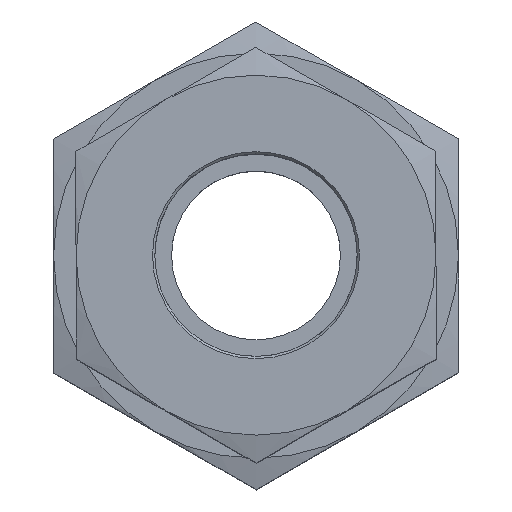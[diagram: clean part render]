
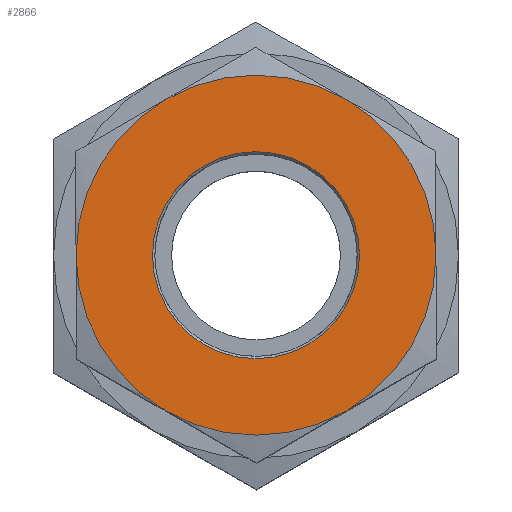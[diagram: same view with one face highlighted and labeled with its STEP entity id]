
A CAD part, top view. The second image highlights one B-rep face of the part: STEP entity #2866.
In plain terms, the highlighted planar face has unit normal (0, 0, 1).
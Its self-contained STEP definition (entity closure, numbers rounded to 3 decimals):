
#2770=CARTESIAN_POINT('',(9.2,0.,18.0));
#2771=VERTEX_POINT('',#2770);
#2772=CARTESIAN_POINT('',(0.0,0.0,18.0));
#2773=DIRECTION('',(0.0,0.0,1.0));
#2774=DIRECTION('',(-1.0,0.0,0.0));
#2775=AXIS2_PLACEMENT_3D('',#2772,#2773,#2774);
#2776=CIRCLE('',#2775,9.2);
#2777=EDGE_CURVE('',#2771,#2771,#2776,.T.);
#2802=CARTESIAN_POINT('',(0.,0.,18.0));
#2803=DIRECTION('',(0.0,0.0,1.0));
#2804=DIRECTION('',(1.0,0.0,0.0));
#2805=AXIS2_PLACEMENT_3D('',#2802,#2803,#2804);
#2806=PLANE('',#2805);
#2807=CARTESIAN_POINT('',(-8.,-13.856,18.0));
#2808=VERTEX_POINT('',#2807);
#2809=CARTESIAN_POINT('',(8.,-13.856,18.0));
#2810=VERTEX_POINT('',#2809);
#2811=CARTESIAN_POINT('',(0.0,0.0,18.0));
#2812=DIRECTION('',(0.0,0.0,1.0));
#2813=DIRECTION('',(-0.5,-0.866,0.0));
#2814=AXIS2_PLACEMENT_3D('',#2811,#2812,#2813);
#2815=CIRCLE('',#2814,16.);
#2816=EDGE_CURVE('',#2808,#2810,#2815,.T.);
#2817=ORIENTED_EDGE('',*,*,#2816,.T.);
#2818=CARTESIAN_POINT('',(16.,0.,18.0));
#2819=VERTEX_POINT('',#2818);
#2820=CARTESIAN_POINT('',(0.0,0.0,18.0));
#2821=DIRECTION('',(0.0,0.0,1.0));
#2822=DIRECTION('',(-0.5,-0.866,0.0));
#2823=AXIS2_PLACEMENT_3D('',#2820,#2821,#2822);
#2824=CIRCLE('',#2823,16.);
#2825=EDGE_CURVE('',#2810,#2819,#2824,.T.);
#2826=ORIENTED_EDGE('',*,*,#2825,.T.);
#2827=CARTESIAN_POINT('',(8.0,13.856,18.0));
#2828=VERTEX_POINT('',#2827);
#2829=CARTESIAN_POINT('',(0.0,0.0,18.0));
#2830=DIRECTION('',(0.0,0.0,1.0));
#2831=DIRECTION('',(-0.5,-0.866,0.0));
#2832=AXIS2_PLACEMENT_3D('',#2829,#2830,#2831);
#2833=CIRCLE('',#2832,16.);
#2834=EDGE_CURVE('',#2819,#2828,#2833,.T.);
#2835=ORIENTED_EDGE('',*,*,#2834,.T.);
#2836=CARTESIAN_POINT('',(-8.,13.856,18.0));
#2837=VERTEX_POINT('',#2836);
#2838=CARTESIAN_POINT('',(0.0,0.0,18.0));
#2839=DIRECTION('',(0.0,0.0,1.0));
#2840=DIRECTION('',(-0.5,-0.866,0.0));
#2841=AXIS2_PLACEMENT_3D('',#2838,#2839,#2840);
#2842=CIRCLE('',#2841,16.);
#2843=EDGE_CURVE('',#2828,#2837,#2842,.T.);
#2844=ORIENTED_EDGE('',*,*,#2843,.T.);
#2845=CARTESIAN_POINT('',(-16.0,0.0,18.0));
#2846=VERTEX_POINT('',#2845);
#2847=CARTESIAN_POINT('',(0.0,0.0,18.0));
#2848=DIRECTION('',(0.0,0.0,1.0));
#2849=DIRECTION('',(-0.5,-0.866,0.0));
#2850=AXIS2_PLACEMENT_3D('',#2847,#2848,#2849);
#2851=CIRCLE('',#2850,16.);
#2852=EDGE_CURVE('',#2837,#2846,#2851,.T.);
#2853=ORIENTED_EDGE('',*,*,#2852,.T.);
#2854=CARTESIAN_POINT('',(0.0,0.0,18.0));
#2855=DIRECTION('',(0.0,0.0,1.0));
#2856=DIRECTION('',(-0.5,-0.866,0.0));
#2857=AXIS2_PLACEMENT_3D('',#2854,#2855,#2856);
#2858=CIRCLE('',#2857,16.);
#2859=EDGE_CURVE('',#2846,#2808,#2858,.T.);
#2860=ORIENTED_EDGE('',*,*,#2859,.T.);
#2861=EDGE_LOOP('',(#2817,#2826,#2835,#2844,#2853,#2860));
#2862=FACE_OUTER_BOUND('',#2861,.T.);
#2863=ORIENTED_EDGE('',*,*,#2777,.F.);
#2864=EDGE_LOOP('',(#2863));
#2865=FACE_BOUND('',#2864,.T.);
#2866=ADVANCED_FACE('',(#2862,#2865),#2806,.T.);
